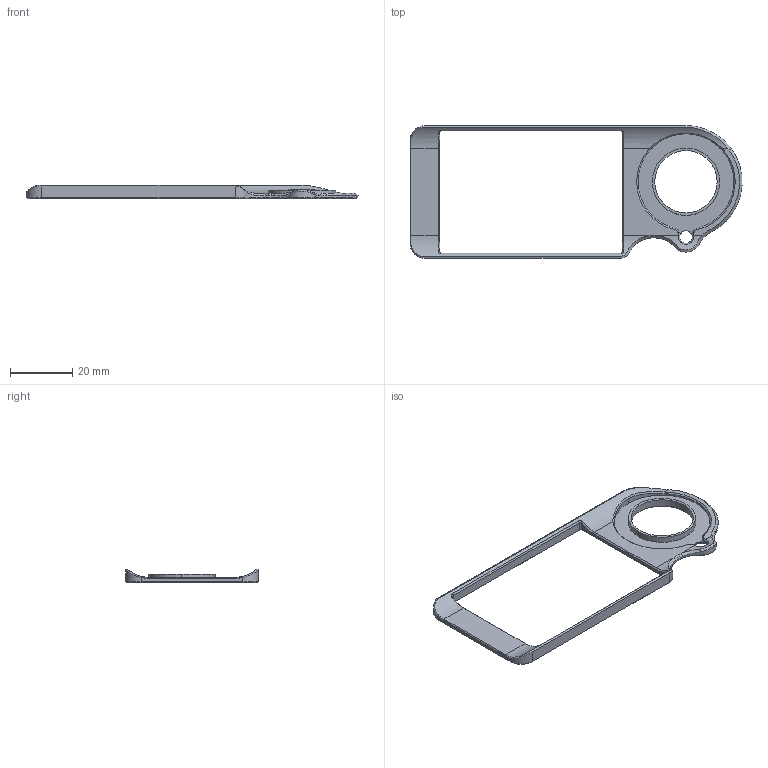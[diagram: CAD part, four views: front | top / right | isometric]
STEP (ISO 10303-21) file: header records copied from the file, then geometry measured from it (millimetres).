
FILE_DESCRIPTION (( 'STEP AP214' ), '1' );
FILE_NAME ('LCD_Accent.STEP', '2020-05-08T12:43:49', ( '' ), ( '' ), 'SwSTEP 2.0', 'SolidWorks 2019', '' );
FILE_SCHEMA (( 'AUTOMOTIVE_DESIGN' ));
Length unit declared in the file: millimetre
Products named in the file (1): LCD_Accent
Bounding box: 106.53 x 42.6 x 4.42 mm (x, y, z)
Volume: 3124.9 mm3; surface area: 4892.6 mm2
Topology: 1 solids, 1 shells, 132 faces, 323 edges, 192 vertices
Faces by surface type: cone 38, plane 33, cylinder 31, bspline 30
Entity records: 5221 total; most frequent: CARTESIAN_POINT 2261, ORIENTED_EDGE 646, DIRECTION 547, EDGE_CURVE 323, VERTEX_POINT 192, AXIS2_PLACEMENT_3D 192, VECTOR 163, LINE 163
